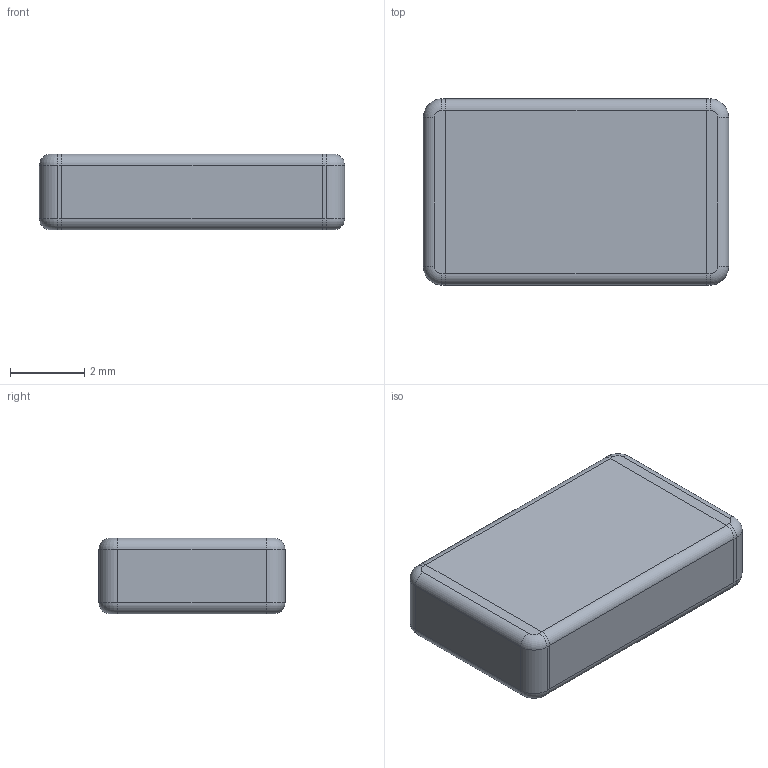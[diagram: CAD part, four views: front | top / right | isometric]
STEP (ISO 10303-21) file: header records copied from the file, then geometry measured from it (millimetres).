
FILE_DESCRIPTION (( 'STEP AP214' ), '1' );
FILE_NAME ('Varistor_SMD3220-V430CH8T.STEP', '2020-10-20T05:52:55', ( 'Bee-bee-mama' ), ( '' ), 'SwSTEP 2.0', 'SolidWorks 2018', '' );
FILE_SCHEMA (( 'AUTOMOTIVE_DESIGN' ));
Length unit declared in the file: millimetre
Products named in the file (1): Varistor_SMD3220-V430CH8T
Bounding box: 8.2 x 5 x 2.03 mm (x, y, z)
Volume: 81.8 mm3; surface area: 167.1 mm2
Topology: 3 solids, 3 shells, 46 faces, 104 edges, 64 vertices
Faces by surface type: cylinder 20, plane 18, torus 8
Entity records: 1538 total; most frequent: DIRECTION 246, CARTESIAN_POINT 215, ORIENTED_EDGE 208, EDGE_CURVE 104, AXIS2_PLACEMENT_3D 95, VERTEX_POINT 64, VECTOR 56, LINE 56
